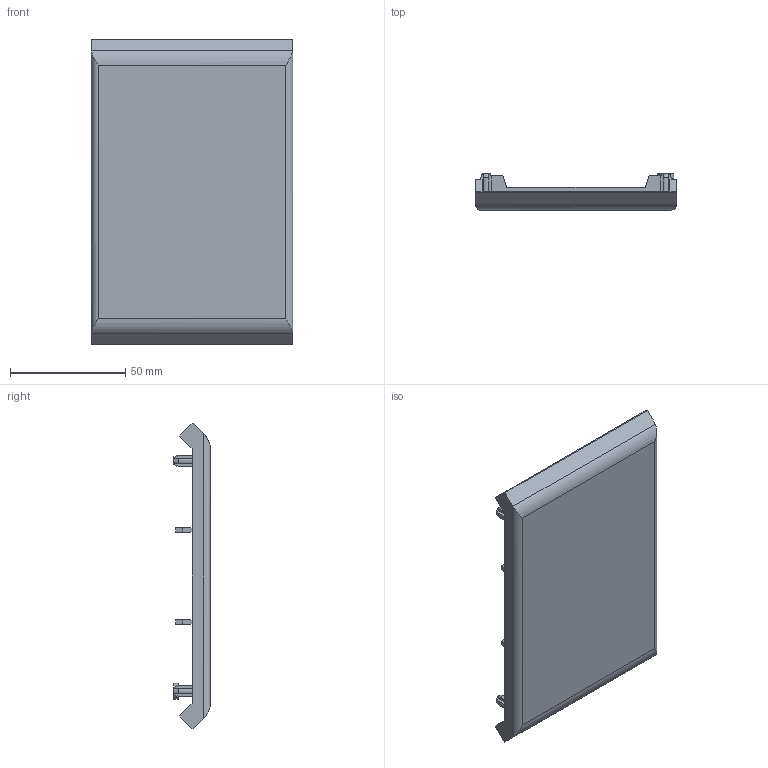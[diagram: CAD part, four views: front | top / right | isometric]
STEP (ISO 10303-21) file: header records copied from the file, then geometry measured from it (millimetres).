
FILE_DESCRIPTION((''),'2;1');
FILE_NAME('11108_POKROV_KOT_90X90_PA_CRN','2022-09-16T13:41:53',('PredragRovcanin'),('Audax d.o.o.'),'CREO PARAMETRIC BY PTC INC, 2020281','CREO PARAMETRIC BY PTC INC, 2020281','');
FILE_SCHEMA(('AUTOMOTIVE_DESIGN { 1 0 10303 214 1 1 1 1 }'));
Length unit declared in the file: millimetre
Products named in the file (1): 11108_POKROV_KOT_90X90_PA_CRN
Bounding box: 87.6 x 16 x 132.6 mm (x, y, z)
Volume: 42089.9 mm3; surface area: 30800.5 mm2
Topology: 1 solids, 1 shells, 137 faces, 407 edges, 274 vertices
Faces by surface type: plane 97, cylinder 24, cone 16
Entity records: 6543 total; most frequent: CARTESIAN_POINT 997, ORIENTED_EDGE 804, DIRECTION 739, PRESENTATION_STYLE_ASSIGNMENT 427, STYLED_ITEM 427, CURVE_STYLE 426, EDGE_CURVE 402, COLOUR_RGB 321
